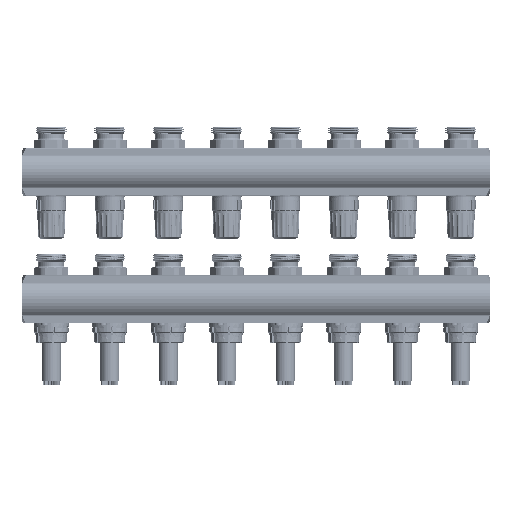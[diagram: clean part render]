
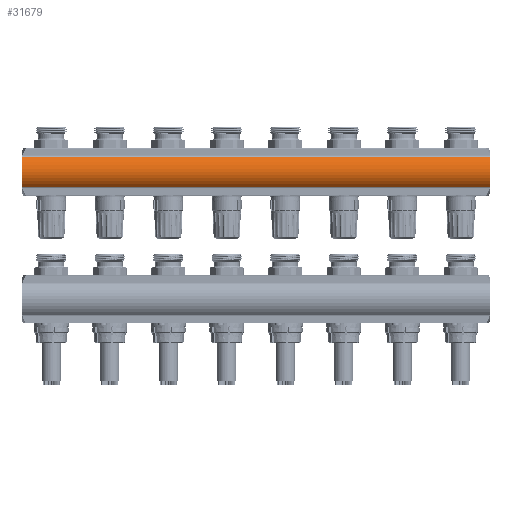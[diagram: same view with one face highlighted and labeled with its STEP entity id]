
A CAD part, front view. The second image highlights one B-rep face of the part: STEP entity #31679.
In plain terms, the highlighted cylindrical face has radius 18.25 mm (diameter 36.5 mm), a partial arc.
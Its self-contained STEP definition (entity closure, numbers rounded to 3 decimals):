
#20007=CARTESIAN_POINT('',(-200.,0.,0.));
#20008=DIRECTION('',(1.,0.,0.));
#20009=DIRECTION('',(0.,-0.716,0.698));
#20010=AXIS2_PLACEMENT_3D('',#20007,#20008,#20009);
#20012=CARTESIAN_POINT('',(-200.,0.,0.));
#20013=DIRECTION('',(1.,0.,0.));
#20014=DIRECTION('',(0.,-1.,0.));
#20015=AXIS2_PLACEMENT_3D('',#20012,#20013,#20014);
#20141=DIRECTION('',(-1.,0.,0.));
#20142=VECTOR('',#20141,400.);
#20143=CARTESIAN_POINT('',(200.,-13.068,12.739));
#20144=LINE('',#20143,#20142);
#20184=CARTESIAN_POINT('',(200.,0.,0.));
#20185=DIRECTION('',(-1.,0.,0.));
#20186=DIRECTION('',(0.,-0.716,-0.698));
#20187=AXIS2_PLACEMENT_3D('',#20184,#20185,#20186);
#20189=CARTESIAN_POINT('',(200.,0.,0.));
#20190=DIRECTION('',(-1.,0.,0.));
#20191=DIRECTION('',(0.,-1.,0.));
#20192=AXIS2_PLACEMENT_3D('',#20189,#20190,#20191);
#21799=DIRECTION('',(-1.,0.,0.));
#21800=VECTOR('',#21799,400.);
#21801=CARTESIAN_POINT('',(200.,-13.068,-12.739));
#21802=LINE('',#21801,#21800);
#28988=CARTESIAN_POINT('',(-200.,-13.068,12.739));
#28989=VERTEX_POINT('',#28988);
#28990=CARTESIAN_POINT('',(-200.,-18.25,0.));
#28991=VERTEX_POINT('',#28990);
#28992=CARTESIAN_POINT('',(-200.,-13.068,-12.739));
#28993=VERTEX_POINT('',#28992);
#29028=CARTESIAN_POINT('',(200.,-13.068,12.739));
#29029=VERTEX_POINT('',#29028);
#29038=CARTESIAN_POINT('',(200.,-13.068,-12.739));
#29039=VERTEX_POINT('',#29038);
#29040=CARTESIAN_POINT('',(200.,-18.25,0.));
#29041=VERTEX_POINT('',#29040);
#31666=CARTESIAN_POINT('',(-200.,0.,0.));
#31667=DIRECTION('',(1.,0.,0.));
#31668=DIRECTION('',(0.,-1.,0.));
#31669=AXIS2_PLACEMENT_3D('',#31666,#31667,#31668);
#31670=CYLINDRICAL_SURFACE('',#31669,18.25);
#31671=ORIENTED_EDGE('',*,*,#31470,.T.);
#31672=ORIENTED_EDGE('',*,*,#30193,.F.);
#31673=ORIENTED_EDGE('',*,*,#30191,.F.);
#31674=ORIENTED_EDGE('',*,*,#30292,.F.);
#31675=ORIENTED_EDGE('',*,*,#30320,.F.);
#31676=ORIENTED_EDGE('',*,*,#30318,.F.);
#31677=EDGE_LOOP('',(#31671,#31672,#31673,#31674,#31675,#31676));
#31678=FACE_OUTER_BOUND('',#31677,.F.);
#31679=ADVANCED_FACE('',(#31678),#31670,.T.);
#20011=CIRCLE('',#20010,18.25);
#20016=CIRCLE('',#20015,18.25);
#20188=CIRCLE('',#20187,18.25);
#20193=CIRCLE('',#20192,18.25);
#30191=EDGE_CURVE('',#28989,#28991,#20011,.T.);
#30193=EDGE_CURVE('',#28991,#28993,#20016,.T.);
#30292=EDGE_CURVE('',#29029,#28989,#20144,.T.);
#30318=EDGE_CURVE('',#29039,#29041,#20188,.T.);
#30320=EDGE_CURVE('',#29041,#29029,#20193,.T.);
#31470=EDGE_CURVE('',#29039,#28993,#21802,.T.);
